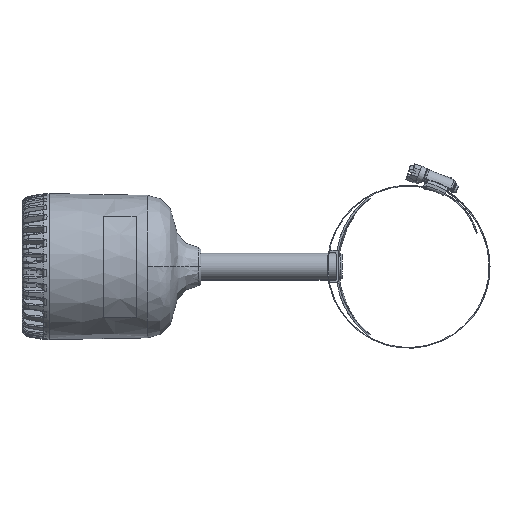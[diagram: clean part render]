
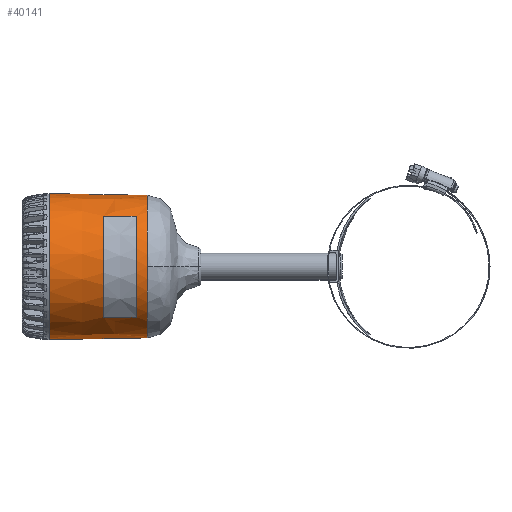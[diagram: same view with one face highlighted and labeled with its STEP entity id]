
A CAD part, left-side view. The second image highlights one B-rep face of the part: STEP entity #40141.
In plain terms, the highlighted conical face has half-angle 1 degrees and reference radius 27 mm.
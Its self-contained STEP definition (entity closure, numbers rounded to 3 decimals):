
#1324 = VERTEX_POINT ( 'NONE', #14885 ) ;
#1957 = EDGE_CURVE ( 'NONE', #55630, #29156, #133762, .T. ) ;
#2669 = CARTESIAN_POINT ( 'NONE',  ( 0., 46., 27. ) ) ;
#2980 = CARTESIAN_POINT ( 'NONE',  ( -26.369, 9.825, 0. ) ) ;
#5131 = CARTESIAN_POINT ( 'NONE',  ( -18.894, 22., -18.697 ) ) ;
#5172 = DIRECTION ( 'NONE',  ( 0., 1., 0. ) ) ;
#5664 = AXIS2_PLACEMENT_3D ( 'NONE', #106727, #87698, #13689 ) ;
#5884 = EDGE_CURVE ( 'NONE', #24394, #121436, #93876, .T. ) ;
#6275 = EDGE_CURVE ( 'NONE', #82750, #121436, #40084, .T. ) ;
#6631 = EDGE_CURVE ( 'NONE', #82750, #105934, #129968, .T. ) ;
#8915 = DIRECTION ( 'NONE',  ( 0., 1., 0. ) ) ;
#9282 = ORIENTED_EDGE ( 'NONE', *, *, #119788, .T. ) ;
#9976 = ORIENTED_EDGE ( 'NONE', *, *, #83340, .T. ) ;
#11018 = CARTESIAN_POINT ( 'NONE',  ( 0., 9.825, 0. ) ) ;
#13689 = DIRECTION ( 'NONE',  ( 0., 0., 1. ) ) ;
#13856 = CARTESIAN_POINT ( 'NONE',  ( 0., 46., -27. ) ) ;
#14885 = CARTESIAN_POINT ( 'NONE',  ( -18.993, 26., -18.696 ) ) ;
#15803 = ORIENTED_EDGE ( 'NONE', *, *, #39839, .T. ) ;
#17108 = CARTESIAN_POINT ( 'NONE',  ( -18.993, 26., -18.696 ) ) ;
#21672 = VERTEX_POINT ( 'NONE', #48925 ) ;
#23416 = VECTOR ( 'NONE', #38385, 1000. ) ;
#24394 = VERTEX_POINT ( 'NONE', #2669 ) ;
#25642 = DIRECTION ( 'NONE',  ( 0., 1., 0. ) ) ;
#25759 = ORIENTED_EDGE ( 'NONE', *, *, #1957, .T. ) ;
#26323 = FACE_OUTER_BOUND ( 'NONE', #121269, .T. ) ;
#27636 = CARTESIAN_POINT ( 'NONE',  ( -18.697, 14., -18.697 ) ) ;
#27799 = LINE ( 'NONE', #81379, #23416 ) ;
#29156 = VERTEX_POINT ( 'NONE', #63941 ) ;
#29693 = AXIS2_PLACEMENT_3D ( 'NONE', #33452, #25642, #112271 ) ;
#32908 = CARTESIAN_POINT ( 'NONE',  ( -18.697, 14., 18.697 ) ) ;
#33452 = CARTESIAN_POINT ( 'NONE',  ( 0., 26., 0. ) ) ;
#34595 = VERTEX_POINT ( 'NONE', #78861 ) ;
#38267 = DIRECTION ( 'NONE',  ( 0., 0., 1. ) ) ;
#38385 = DIRECTION ( 'NONE',  ( 0., 1., 0.017 ) ) ;
#39476 = CIRCLE ( 'NONE', #57520, 26.369 ) ;
#39839 = EDGE_CURVE ( 'NONE', #29156, #34595, #82207, .T. ) ;
#40084 = LINE ( 'NONE', #124641, #78068 ) ;
#40141 = ADVANCED_FACE ( 'NONE', ( #26323, #69289 ), #55163, .T. ) ;
#42025 = DIRECTION ( 'NONE',  ( -1., 0., 0. ) ) ;
#42105 = CARTESIAN_POINT ( 'NONE',  ( 0., 9.825, -26.369 ) ) ;
#48925 = CARTESIAN_POINT ( 'NONE',  ( 0., 9.825, 26.369 ) ) ;
#53964 = DIRECTION ( 'NONE',  ( 0., -1., 0. ) ) ;
#55163 = CONICAL_SURFACE ( 'NONE', #118216, 27., 0.017 ) ;
#55630 = VERTEX_POINT ( 'NONE', #129392 ) ;
#56791 = ORIENTED_EDGE ( 'NONE', *, *, #5884, .T. ) ;
#57520 = AXIS2_PLACEMENT_3D ( 'NONE', #64394, #77748, #87634 ) ;
#58729 = CARTESIAN_POINT ( 'NONE',  ( 0., 46., 0. ) ) ;
#61923 = DIRECTION ( 'NONE',  ( 0., 1., -0.017 ) ) ;
#62260 = AXIS2_PLACEMENT_3D ( 'NONE', #101612, #53964, #68498 ) ;
#63941 = CARTESIAN_POINT ( 'NONE',  ( -18.697, 14., 18.697 ) ) ;
#64394 = CARTESIAN_POINT ( 'NONE',  ( 0., 9.825, 0. ) ) ;
#68498 = DIRECTION ( 'NONE',  ( 0., 0., 1. ) ) ;
#69289 = FACE_BOUND ( 'NONE', #129994, .T. ) ;
#75896 = CARTESIAN_POINT ( 'NONE',  ( -18.993, 26., 18.696 ) ) ;
#77748 = DIRECTION ( 'NONE',  ( 0., 1., 0. ) ) ;
#78068 = VECTOR ( 'NONE', #61923, 1000. ) ;
#78861 = CARTESIAN_POINT ( 'NONE',  ( -18.697, 14., -18.697 ) ) ;
#81379 = CARTESIAN_POINT ( 'NONE',  ( 0., 46., 27. ) ) ;
#82207 = CIRCLE ( 'NONE', #5664, 26.441 ) ;
#82750 = VERTEX_POINT ( 'NONE', #42105 ) ;
#83340 = EDGE_CURVE ( 'NONE', #1324, #55630, #92710, .T. ) ;
#85074 = CARTESIAN_POINT ( 'NONE',  ( -18.894, 22., 18.697 ) ) ;
#87634 = DIRECTION ( 'NONE',  ( -1., 0., 0. ) ) ;
#87698 = DIRECTION ( 'NONE',  ( 0., -1., 0. ) ) ;
#90422 = CARTESIAN_POINT ( 'NONE',  ( -18.796, 18., -18.697 ) ) ;
#91434 = ORIENTED_EDGE ( 'NONE', *, *, #6631, .T. ) ;
#92710 = CIRCLE ( 'NONE', #29693, 26.651 ) ;
#92818 = ORIENTED_EDGE ( 'NONE', *, *, #127271, .T. ) ;
#93343 = ORIENTED_EDGE ( 'NONE', *, *, #6275, .F. ) ;
#93876 = CIRCLE ( 'NONE', #62260, 27. ) ;
#94601 = ORIENTED_EDGE ( 'NONE', *, *, #122389, .T. ) ;
#101612 = CARTESIAN_POINT ( 'NONE',  ( 0., 46., 0. ) ) ;
#105934 = VERTEX_POINT ( 'NONE', #2980 ) ;
#106727 = CARTESIAN_POINT ( 'NONE',  ( 0., 14., 0. ) ) ;
#112271 = DIRECTION ( 'NONE',  ( 0., 0., 1. ) ) ;
#118216 = AXIS2_PLACEMENT_3D ( 'NONE', #58729, #5172, #38267 ) ;
#118858 = CARTESIAN_POINT ( 'NONE',  ( -18.796, 18., 18.697 ) ) ;
#119788 = EDGE_CURVE ( 'NONE', #34595, #1324, #130178, .T. ) ;
#120921 = AXIS2_PLACEMENT_3D ( 'NONE', #11018, #8915, #42025 ) ;
#121269 = EDGE_LOOP ( 'NONE', ( #93343, #91434, #92818, #94601, #56791 ) ) ;
#121436 = VERTEX_POINT ( 'NONE', #13856 ) ;
#122389 = EDGE_CURVE ( 'NONE', #21672, #24394, #27799, .T. ) ;
#124641 = CARTESIAN_POINT ( 'NONE',  ( 0., 46., -27. ) ) ;
#127271 = EDGE_CURVE ( 'NONE', #105934, #21672, #39476, .T. ) ;
#129392 = CARTESIAN_POINT ( 'NONE',  ( -18.993, 26., 18.696 ) ) ;
#129968 = CIRCLE ( 'NONE', #120921, 26.369 ) ;
#129994 = EDGE_LOOP ( 'NONE', ( #9282, #9976, #25759, #15803 ) ) ;
#130178 = B_SPLINE_CURVE_WITH_KNOTS ( 'NONE', 3,
 ( #27636, #90422, #5131, #17108 ),
 .UNSPECIFIED., .F., .F.,
 ( 4, 4 ),
 ( 0., 0.012 ),
 .UNSPECIFIED. ) ;
#133762 = B_SPLINE_CURVE_WITH_KNOTS ( 'NONE', 3,
 ( #75896, #85074, #118858, #32908 ),
 .UNSPECIFIED., .F., .F.,
 ( 4, 4 ),
 ( 0., 0.012 ),
 .UNSPECIFIED. ) ;
